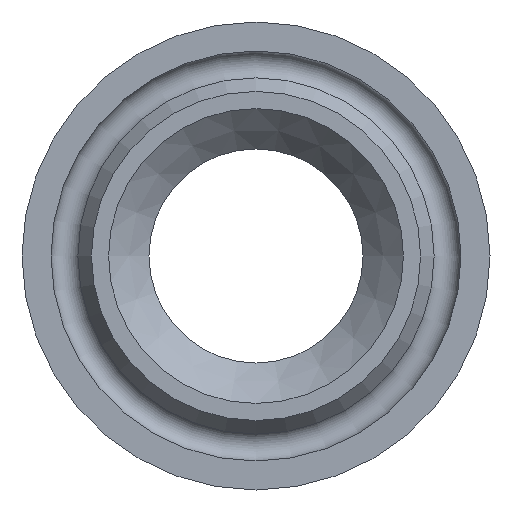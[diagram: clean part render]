
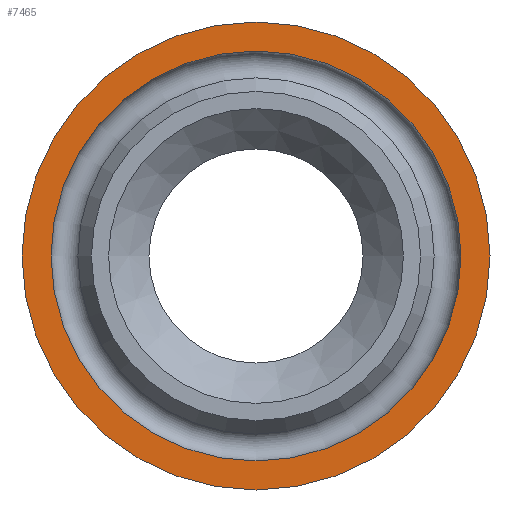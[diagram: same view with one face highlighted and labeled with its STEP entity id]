
A CAD part, left-side view. The second image highlights one B-rep face of the part: STEP entity #7465.
In plain terms, the highlighted planar face has unit normal (-1, 0, 0).
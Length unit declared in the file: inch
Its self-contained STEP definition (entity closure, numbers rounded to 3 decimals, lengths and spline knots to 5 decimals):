
#117=FACE_BOUND('',#1357,.T.);
#300=PLANE('',#7901);
#893=FACE_OUTER_BOUND('',#1356,.T.);
#1356=EDGE_LOOP('',(#6978));
#1357=EDGE_LOOP('',(#6979));
#2576=CIRCLE('',#7900,0.431);
#2577=CIRCLE('',#7902,0.492);
#3683=VERTEX_POINT('',#16234);
#3684=VERTEX_POINT('',#16237);
#4783=EDGE_CURVE('',#3683,#3683,#2576,.T.);
#4784=EDGE_CURVE('',#3684,#3684,#2577,.T.);
#6978=ORIENTED_EDGE('',*,*,#4784,.F.);
#6979=ORIENTED_EDGE('',*,*,#4783,.T.);
#7465=ADVANCED_FACE('',(#893,#117),#300,.T.);
#7900=AXIS2_PLACEMENT_3D('',#16235,#9292,#9293);
#7901=AXIS2_PLACEMENT_3D('',#16236,#9294,#9295);
#7902=AXIS2_PLACEMENT_3D('',#16238,#9296,#9297);
#9292=DIRECTION('center_axis',(1.,0.,0.));
#9293=DIRECTION('ref_axis',(0.,1.,0.));
#9294=DIRECTION('center_axis',(-1.,0.,0.));
#9295=DIRECTION('ref_axis',(0.,0.,1.));
#9296=DIRECTION('center_axis',(1.,0.,0.));
#9297=DIRECTION('ref_axis',(0.,1.,0.));
#16234=CARTESIAN_POINT('',(0.,0.431,0.));
#16235=CARTESIAN_POINT('Origin',(0.,0.,
0.));
#16236=CARTESIAN_POINT('Origin',(0.,0.4615,0.));
#16237=CARTESIAN_POINT('',(0.,0.492,0.));
#16238=CARTESIAN_POINT('Origin',(0.,0.,
0.));
